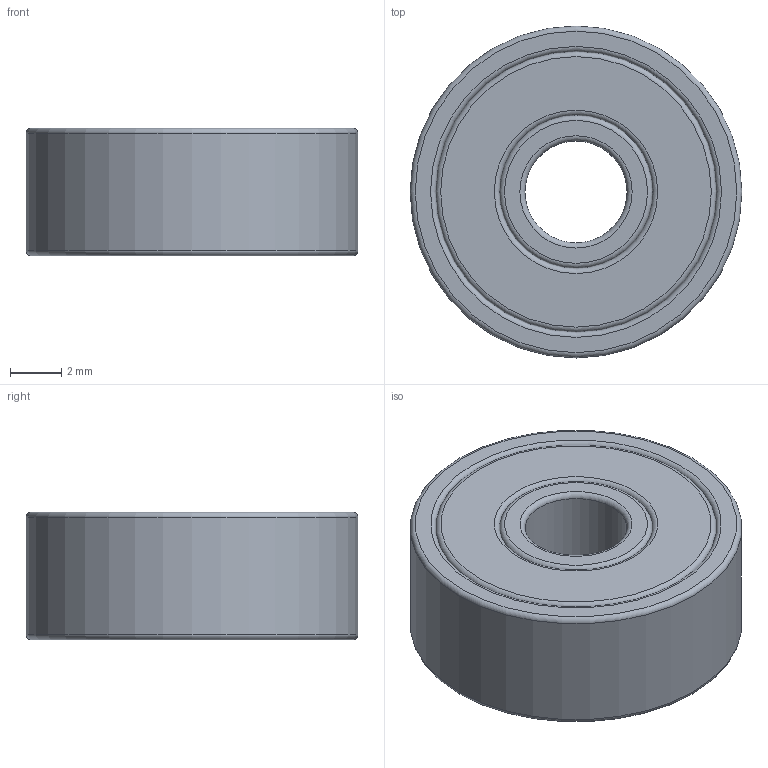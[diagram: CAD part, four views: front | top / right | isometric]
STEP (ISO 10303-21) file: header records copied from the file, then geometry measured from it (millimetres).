
FILE_DESCRIPTION(/* description */ (''),/* implementation_level */ '2;1');
FILE_NAME(/* name */ 'Rolling 4x13x5 v2.stp',/* time_stamp */ '2020-12-05T18:12:20+01:00',/* author */ (''),/* organization */ (''),/* preprocessor_version */ 'ST-DEVELOPER v18.1',/* originating_system */ 'Autodesk Translation Framework v9.3.0.1241',/* authorisation */ '');
FILE_SCHEMA (('AUTOMOTIVE_DESIGN { 1 0 10303 214 3 1 1 }'));
Length unit declared in the file: millimetre
Products named in the file (1): Rolling 4x13x5
Bounding box: 13 x 13 x 5 mm (x, y, z)
Volume: 598.1 mm3; surface area: 522.6 mm2
Topology: 1 solids, 1 shells, 20 faces, 40 edges, 26 vertices
Faces by surface type: torus 12, plane 6, cylinder 2
Full cylindrical faces by diameter (mm): 4 x1, 13 x1
Entity records: 605 total; most frequent: DIRECTION 120, CARTESIAN_POINT 87, ORIENTED_EDGE 80, AXIS2_PLACEMENT_3D 59, EDGE_CURVE 40, CIRCLE 38, EDGE_LOOP 26, VERTEX_POINT 26
